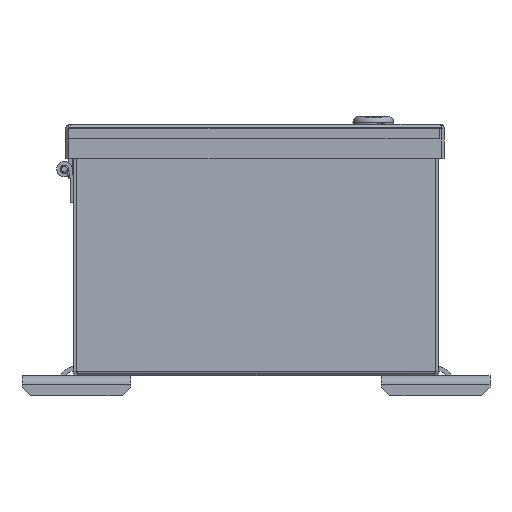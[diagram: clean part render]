
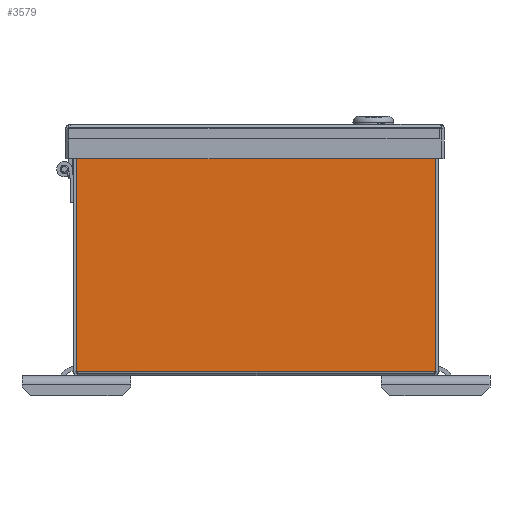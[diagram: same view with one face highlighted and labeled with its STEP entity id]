
A CAD part, front view. The second image highlights one B-rep face of the part: STEP entity #3579.
In plain terms, the highlighted planar face has unit normal (0, -1, 0).
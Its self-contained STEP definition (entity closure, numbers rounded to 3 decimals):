
#3579 = ADVANCED_FACE( '', ( #7692 ), #7693, .F. );
#7692 = FACE_OUTER_BOUND( '', #25112, .T. );
#7693 = PLANE( '', #25113 );
#25112 = EDGE_LOOP( '', ( #49963, #49964, #49965, #49966, #49967, #49968 ) );
#25113 = AXIS2_PLACEMENT_3D( '', #49969, #49970, #49971 );
#49963 = ORIENTED_EDGE( '', *, *, #61139, .T. );
#49964 = ORIENTED_EDGE( '', *, *, #60546, .F. );
#49965 = ORIENTED_EDGE( '', *, *, #59337, .T. );
#49966 = ORIENTED_EDGE( '', *, *, #61140, .T. );
#49967 = ORIENTED_EDGE( '', *, *, #59623, .T. );
#49968 = ORIENTED_EDGE( '', *, *, #60342, .T. );
#49969 = CARTESIAN_POINT( '', ( -698.348, -304.8, 0. ) );
#49970 = DIRECTION( '', ( 0., 1., 0. ) );
#49971 = DIRECTION( '', ( 0., 0., 1. ) );
#59337 = EDGE_CURVE( '', #65101, #65102, #65103, .T. );
#59623 = EDGE_CURVE( '', #65229, #65576, #65579, .T. );
#60342 = EDGE_CURVE( '', #65576, #66716, #66719, .T. );
#60546 = EDGE_CURVE( '', #65101, #67015, #67016, .T. );
#61139 = EDGE_CURVE( '', #66716, #67015, #67881, .T. );
#61140 = EDGE_CURVE( '', #65102, #65229, #67882, .F. );
#65101 = VERTEX_POINT( '', #75594 );
#65102 = VERTEX_POINT( '', #75595 );
#65103 = LINE( '', #75596, #75597 );
#65229 = VERTEX_POINT( '', #75887 );
#65576 = VERTEX_POINT( '', #76961 );
#65579 = LINE( '', #76973, #76974 );
#66716 = VERTEX_POINT( '', #79946 );
#66719 = LINE( '', #79950, #79951 );
#67015 = VERTEX_POINT( '', #80627 );
#67016 = LINE( '', #80628, #80629 );
#67881 = LINE( '', #83147, #83148 );
#67882 = LINE( '', #83149, #83150 );
#75594 = CARTESIAN_POINT( '', ( -100.063, -304.8, 124.663 ) );
#75595 = CARTESIAN_POINT( '', ( -100.073, -304.8, 124.653 ) );
#75596 = CARTESIAN_POINT( '', ( -90.217, -304.8, 134.509 ) );
#75597 = VECTOR( '', #89242, 1000. );
#75887 = CARTESIAN_POINT( '', ( -100.073, -304.8, 2.337 ) );
#76961 = CARTESIAN_POINT( '', ( 100.073, -304.8, 2.337 ) );
#76973 = CARTESIAN_POINT( '', ( -698.348, -304.8, 2.337 ) );
#76974 = VECTOR( '', #89428, 1000. );
#79946 = CARTESIAN_POINT( '', ( 100.073, -304.8, 124.653 ) );
#79950 = CARTESIAN_POINT( '', ( 100.073, -304.8, 0. ) );
#79951 = VECTOR( '', #89955, 1000. );
#80627 = CARTESIAN_POINT( '', ( 100.063, -304.8, 124.663 ) );
#80628 = CARTESIAN_POINT( '', ( -698.348, -304.8, 124.663 ) );
#80629 = VECTOR( '', #90113, 1000. );
#83147 = CARTESIAN_POINT( '', ( 100.608, -304.8, 124.118 ) );
#83148 = VECTOR( '', #90486, 1000. );
#83149 = CARTESIAN_POINT( '', ( -100.073, -304.8, 0. ) );
#83150 = VECTOR( '', #90487, 1000. );
#89242 = DIRECTION( '', ( -0.707, 0., -0.707 ) );
#89428 = DIRECTION( '', ( 1., 0., 0. ) );
#89955 = DIRECTION( '', ( 0., 0., 1. ) );
#90113 = DIRECTION( '', ( 1., 0., 0. ) );
#90486 = DIRECTION( '', ( -0.707, 0., 0.707 ) );
#90487 = DIRECTION( '', ( 0., 0., 1. ) );
